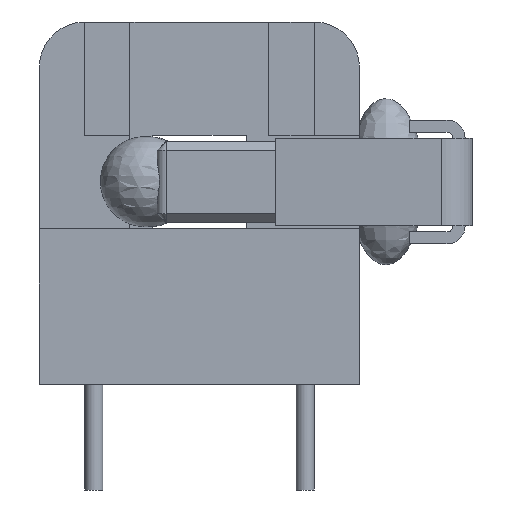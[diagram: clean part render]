
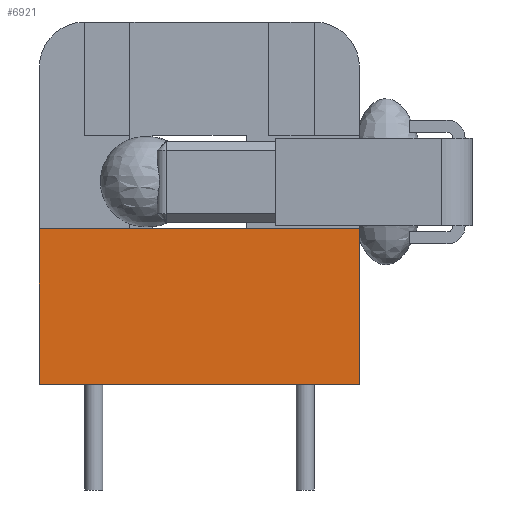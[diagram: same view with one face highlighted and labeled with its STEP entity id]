
A CAD part, left-side view. The second image highlights one B-rep face of the part: STEP entity #6921.
In plain terms, the highlighted face is planar.
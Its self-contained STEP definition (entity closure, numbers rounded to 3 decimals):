
#1477=ORIENTED_EDGE('',*,*,#2460,.T.);
#1478=ORIENTED_EDGE('',*,*,#2461,.F.);
#1479=ORIENTED_EDGE('',*,*,#2462,.F.);
#1480=ORIENTED_EDGE('',*,*,#2463,.T.);
#2460=EDGE_CURVE('',#2995,#2996,#3454,.T.);
#2461=EDGE_CURVE('',#2997,#2996,#3455,.T.);
#2462=EDGE_CURVE('',#2998,#2997,#3456,.T.);
#2463=EDGE_CURVE('',#2998,#2995,#3457,.T.);
#2995=VERTEX_POINT('',#10864);
#2996=VERTEX_POINT('',#10865);
#2997=VERTEX_POINT('',#10867);
#2998=VERTEX_POINT('',#10869);
#3454=LINE('',#10863,#3960);
#3455=LINE('',#10866,#3961);
#3456=LINE('',#10868,#3962);
#3457=LINE('',#10870,#3963);
#3960=VECTOR('',#8531,1000.);
#3961=VECTOR('',#8532,1000.);
#3962=VECTOR('',#8533,1000.);
#3963=VECTOR('',#8534,1000.);
#4330=EDGE_LOOP('',(#1477,#1478,#1479,#1480));
#4656=FACE_BOUND('',#4330,.T.);
#4892=PLANE('',#7350);
#6921=ADVANCED_FACE('',(#4656),#4892,.F.);
#7350=AXIS2_PLACEMENT_3D('',#10862,#8529,#8530);
#8529=DIRECTION('',(0.,-1.,0.));
#8530=DIRECTION('',(0.,0.,-1.));
#8531=DIRECTION('',(0.,0.,1.));
#8532=DIRECTION('',(-1.,0.,0.));
#8533=DIRECTION('',(0.,0.,1.));
#8534=DIRECTION('',(-1.,0.,0.));
#10862=CARTESIAN_POINT('',(5.3,6.2,-6.7));
#10863=CARTESIAN_POINT('',(-5.3,6.2,-6.7));
#10864=CARTESIAN_POINT('',(-5.3,6.2,-6.7));
#10865=CARTESIAN_POINT('',(-5.3,6.2,-1.55));
#10866=CARTESIAN_POINT('',(5.3,6.2,-1.55));
#10867=CARTESIAN_POINT('',(5.3,6.2,-1.55));
#10868=CARTESIAN_POINT('',(5.3,6.2,-6.7));
#10869=CARTESIAN_POINT('',(5.3,6.2,-6.7));
#10870=CARTESIAN_POINT('',(5.3,6.2,-6.7));
